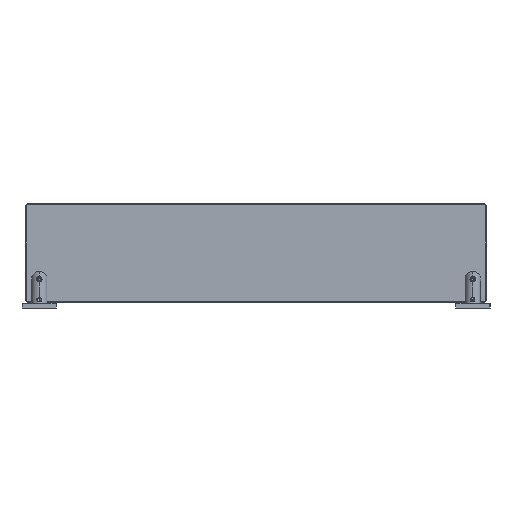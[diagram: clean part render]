
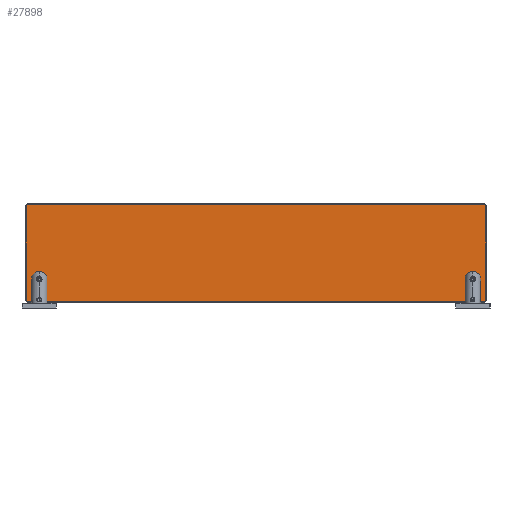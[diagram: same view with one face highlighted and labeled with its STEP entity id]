
A CAD part, front view. The second image highlights one B-rep face of the part: STEP entity #27898.
In plain terms, the highlighted planar face has unit normal (0, -1, 0).
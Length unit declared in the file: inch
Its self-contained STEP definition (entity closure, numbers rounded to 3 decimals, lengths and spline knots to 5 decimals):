
#27525=CARTESIAN_POINT('',(11.,-0.16,-1.319));
#27526=DIRECTION('',(0.,-1.,0.));
#27527=DIRECTION('',(1.,0.,0.));
#27528=AXIS2_PLACEMENT_3D('',#27525,#27526,#27527);
#27530=CARTESIAN_POINT('',(11.,-0.16,-1.319));
#27531=DIRECTION('',(0.,-1.,0.));
#27532=DIRECTION('',(-1.,0.,0.));
#27533=AXIS2_PLACEMENT_3D('',#27530,#27531,#27532);
#27535=CARTESIAN_POINT('',(-11.,-0.16,-1.319));
#27536=DIRECTION('',(0.,1.,0.));
#27537=DIRECTION('',(-1.,0.,0.));
#27538=AXIS2_PLACEMENT_3D('',#27535,#27536,#27537);
#27540=CARTESIAN_POINT('',(-11.,-0.16,-1.319));
#27541=DIRECTION('',(0.,1.,0.));
#27542=DIRECTION('',(1.,0.,0.));
#27543=AXIS2_PLACEMENT_3D('',#27540,#27541,#27542);
#27545=DIRECTION('',(0.,0.,-1.));
#27546=VECTOR('',#27545,4.92);
#27547=CARTESIAN_POINT('',(11.649,-0.16,2.46));
#27548=LINE('',#27547,#27546);
#27549=DIRECTION('',(-1.,0.,0.));
#27550=VECTOR('',#27549,23.298);
#27551=CARTESIAN_POINT('',(11.649,-0.16,-2.46));
#27552=LINE('',#27551,#27550);
#27553=DIRECTION('',(0.,0.,-1.));
#27554=VECTOR('',#27553,4.92);
#27555=CARTESIAN_POINT('',(-11.649,-0.16,2.46));
#27556=LINE('',#27555,#27554);
#27557=DIRECTION('',(1.,0.,0.));
#27558=VECTOR('',#27557,23.298);
#27559=CARTESIAN_POINT('',(-11.649,-0.16,2.46));
#27560=LINE('',#27559,#27558);
#27653=CARTESIAN_POINT('',(11.1575,-0.16,-1.319));
#27654=CARTESIAN_POINT('',(10.8425,-0.16,-1.319));
#27655=VERTEX_POINT('',#27653);
#27656=VERTEX_POINT('',#27654);
#27662=CARTESIAN_POINT('',(-11.1575,-0.16,-1.319));
#27664=VERTEX_POINT('',#27662);
#27666=CARTESIAN_POINT('',(-10.8425,-0.16,-1.319));
#27668=VERTEX_POINT('',#27666);
#27703=CARTESIAN_POINT('',(11.649,-0.16,2.46));
#27704=VERTEX_POINT('',#27703);
#27705=CARTESIAN_POINT('',(11.649,-0.16,-2.46));
#27706=VERTEX_POINT('',#27705);
#27709=CARTESIAN_POINT('',(-11.649,-0.16,2.46));
#27710=VERTEX_POINT('',#27709);
#27715=CARTESIAN_POINT('',(-11.649,-0.16,-2.46));
#27716=VERTEX_POINT('',#27715);
#27873=CARTESIAN_POINT('',(-11.689,-0.16,-2.5));
#27874=DIRECTION('',(0.,-1.,0.));
#27875=DIRECTION('',(1.,0.,0.));
#27876=AXIS2_PLACEMENT_3D('',#27873,#27874,#27875);
#27877=PLANE('',#27876);
#27879=ORIENTED_EDGE('',*,*,#27878,.T.);
#27880=ORIENTED_EDGE('',*,*,#27761,.T.);
#27882=ORIENTED_EDGE('',*,*,#27881,.F.);
#27884=ORIENTED_EDGE('',*,*,#27883,.T.);
#27885=EDGE_LOOP('',(#27879,#27880,#27882,#27884));
#27886=FACE_OUTER_BOUND('',#27885,.F.);
#27888=ORIENTED_EDGE('',*,*,#27887,.F.);
#27890=ORIENTED_EDGE('',*,*,#27889,.F.);
#27891=EDGE_LOOP('',(#27888,#27890));
#27892=FACE_BOUND('',#27891,.F.);
#27893=ORIENTED_EDGE('',*,*,#27863,.T.);
#27895=ORIENTED_EDGE('',*,*,#27894,.T.);
#27896=EDGE_LOOP('',(#27893,#27895));
#27897=FACE_BOUND('',#27896,.F.);
#27898=ADVANCED_FACE('',(#27886,#27892,#27897),#27877,.T.);
#27529=CIRCLE('',#27528,0.1575);
#27534=CIRCLE('',#27533,0.1575);
#27539=CIRCLE('',#27538,0.1575);
#27544=CIRCLE('',#27543,0.1575);
#27761=EDGE_CURVE('',#27706,#27716,#27552,.T.);
#27863=EDGE_CURVE('',#27655,#27656,#27529,.T.);
#27878=EDGE_CURVE('',#27704,#27706,#27548,.T.);
#27881=EDGE_CURVE('',#27710,#27716,#27556,.T.);
#27883=EDGE_CURVE('',#27710,#27704,#27560,.T.);
#27887=EDGE_CURVE('',#27664,#27668,#27539,.T.);
#27889=EDGE_CURVE('',#27668,#27664,#27544,.T.);
#27894=EDGE_CURVE('',#27656,#27655,#27534,.T.);
